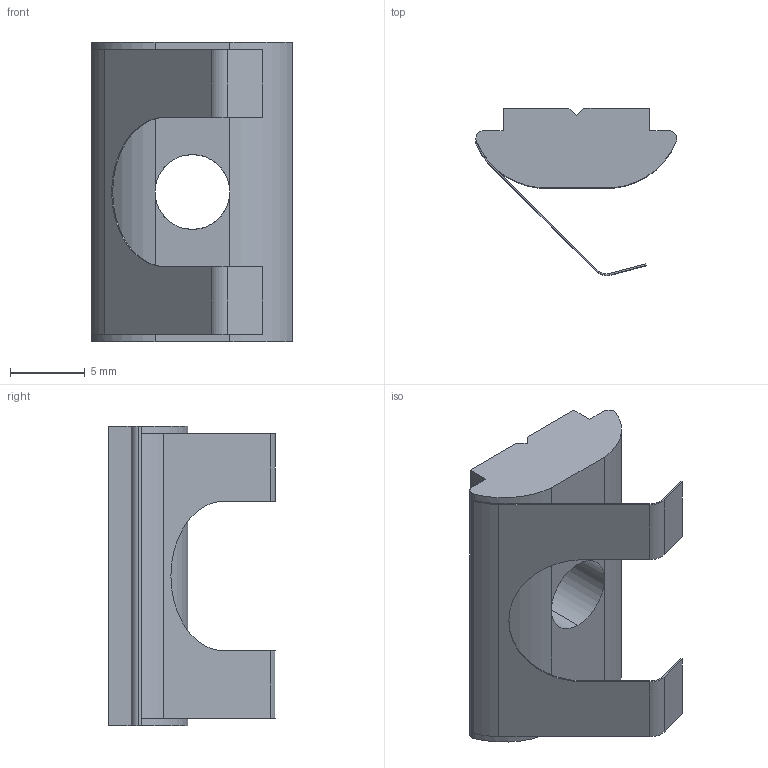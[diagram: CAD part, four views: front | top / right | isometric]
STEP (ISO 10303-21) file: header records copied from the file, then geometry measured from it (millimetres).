
FILE_DESCRIPTION (( 'STEP AP203' ), '1' );
FILE_NAME ('084.302.083.STEP', '2015-02-10T14:00:17', ( '' ), ( '' ), 'SwSTEP 2.0', 'SolidWorks 2012', '' );
FILE_SCHEMA (( 'CONFIG_CONTROL_DESIGN' ));
Length unit declared in the file: millimetre
Products named in the file (1): 084.302.083
Bounding box: 13.49 x 11.14 x 20 mm (x, y, z)
Volume: 1060.6 mm3; surface area: 1096.6 mm2
Topology: 1 solids, 1 shells, 46 faces, 124 edges, 78 vertices
Faces by surface type: plane 33, cylinder 13
Entity records: 1511 total; most frequent: CARTESIAN_POINT 267, ORIENTED_EDGE 248, DIRECTION 244, EDGE_CURVE 124, LINE 86, VECTOR 86, AXIS2_PLACEMENT_3D 79, VERTEX_POINT 78
